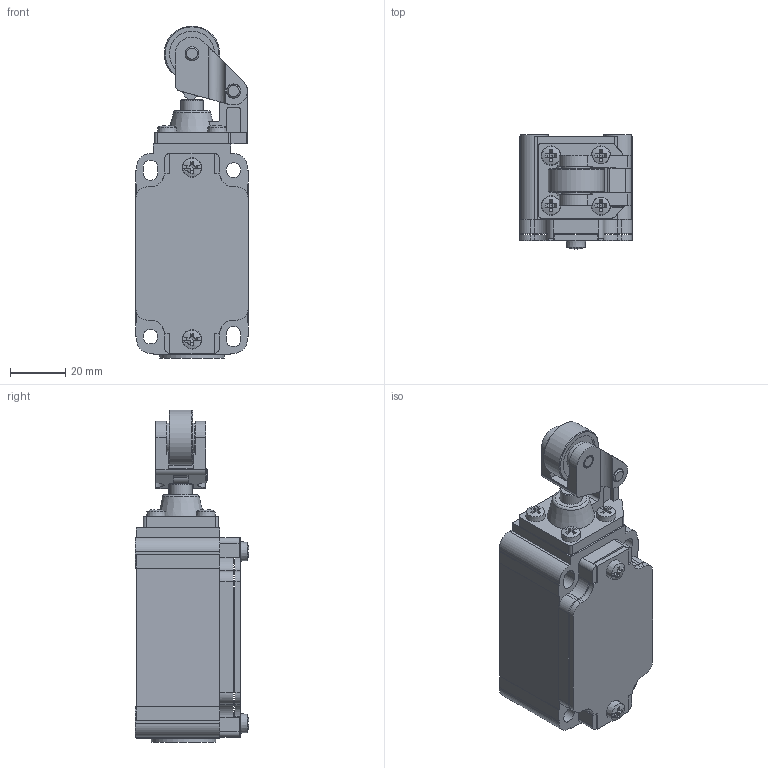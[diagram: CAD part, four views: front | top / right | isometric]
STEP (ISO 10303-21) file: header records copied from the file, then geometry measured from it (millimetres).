
FILE_DESCRIPTION (( 'STEP AP214' ), '1' );
FILE_NAME ('Z1K-335-11Z.STEP', '2021-01-18T18:15:15', ( '' ), ( '' ), 'SwSTEP 2.0', 'SolidWorks 2019', '' );
FILE_SCHEMA (( 'AUTOMOTIVE_DESIGN' ));
Length unit declared in the file: inch
Products named in the file (3): 1027924000_1; Z1K-335-11Z; 1027924000_1_2
Assembly tree (2 placements, depth 2):
  Z1K-335-11Z
    1027924000_1
    1027924000_1_2
Bounding box: 40.5 x 41.08 x 119.7 mm (x, y, z)
Volume: 112166.3 mm3; surface area: 30176.2 mm2
Topology: 2 solids, 8 shells, 486 faces, 1214 edges, 769 vertices
Faces by surface type: plane 337, cylinder 118, cone 21, bspline 10
Full cylindrical faces by diameter (mm): 2.05 x4, 3.8 x4, 4.3 x4, 5 x6, 5.205 x2, 5.3 x2, 8 x1, 8.101 x1, 10.5 x2, 14 x1, 15 x1, 16.3 x2, 18.05 x1, 19.06 x1, 20 x1, 23.3 x1
Entity records: 15111 total; most frequent: CARTESIAN_POINT 3041, ORIENTED_EDGE 2288, DIRECTION 2261, EDGE_CURVE 1144, AXIS2_PLACEMENT_3D 780, VERTEX_POINT 756, VECTOR 701, LINE 701
